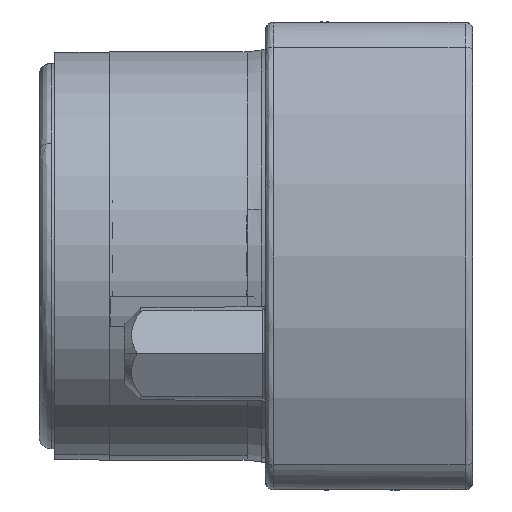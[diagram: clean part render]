
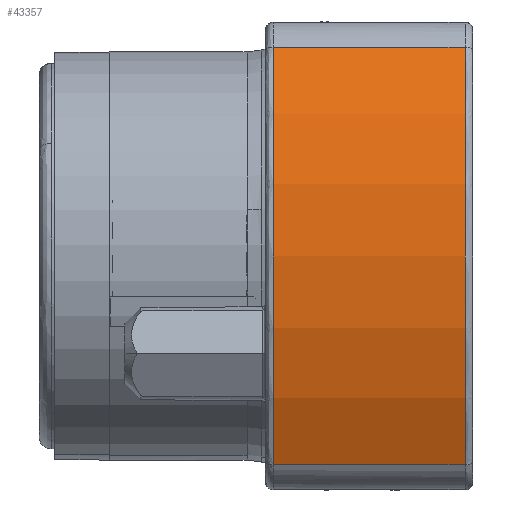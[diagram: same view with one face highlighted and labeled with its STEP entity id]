
A CAD part, left-side view. The second image highlights one B-rep face of the part: STEP entity #43357.
In plain terms, the highlighted cylindrical face has radius 7.367 mm (diameter 14.733 mm), a partial arc.
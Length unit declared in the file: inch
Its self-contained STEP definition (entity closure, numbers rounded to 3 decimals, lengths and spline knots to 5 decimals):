
#7377 = CARTESIAN_POINT ( 'NONE',  ( -8.54825, 3.03218, 1.79901 ) ) ;
#7386 = CARTESIAN_POINT ( 'NONE',  ( -8.54825, 3.03218, 2.0667 ) ) ;
#7387 = CARTESIAN_POINT ( 'NONE',  ( -8.54825, 2.90918, 2.0667 ) ) ;
#11629 = ORIENTED_EDGE ( 'NONE', *, *, #37951, .T. ) ;
#11630 = ORIENTED_EDGE ( 'NONE', *, *, #50253, .T. ) ;
#11631 = ORIENTED_EDGE ( 'NONE', *, *, #37983, .T. ) ;
#11632 = ORIENTED_EDGE ( 'NONE', *, *, #50203, .T. ) ;
#18930 = AXIS2_PLACEMENT_3D ( 'NONE', #25323, #25324, #25325 ) ;
#18931 = AXIS2_PLACEMENT_3D ( 'NONE', #25479, #25480, #25481 ) ;
#19214 = AXIS2_PLACEMENT_3D ( 'NONE', #34605, #34606, #34615 ) ;
#20556 = LINE ( 'NONE', #26237, #20560 ) ;
#20560 = VECTOR ( 'NONE', #26244, 39.37008 ) ;
#20624 = LINE ( 'NONE', #26653, #20627 ) ;
#20627 = VECTOR ( 'NONE', #26656, 39.37008 ) ;
#23423 = CIRCLE ( 'NONE', #18930, 0.29002 ) ;
#23448 = CIRCLE ( 'NONE', #18931, 0.29002 ) ;
#25323 = CARTESIAN_POINT ( 'NONE',  ( -8.29096, 3.03218, 1.93286 ) ) ;
#25324 = DIRECTION ( 'NONE',  ( 0., -1., 0. ) ) ;
#25325 = DIRECTION ( 'NONE',  ( 1., 0., 0. ) ) ;
#25479 = CARTESIAN_POINT ( 'NONE',  ( -8.29096, 2.90918, 1.93286 ) ) ;
#25480 = DIRECTION ( 'NONE',  ( 0., 1., 0. ) ) ;
#25481 = DIRECTION ( 'NONE',  ( 1., 0., 0. ) ) ;
#26237 = CARTESIAN_POINT ( 'NONE',  ( -8.54825, 3.03718, 2.0667 ) ) ;
#26244 = DIRECTION ( 'NONE',  ( 0., 1., 0. ) ) ;
#26653 = CARTESIAN_POINT ( 'NONE',  ( -8.54825, 3.03718, 1.79901 ) ) ;
#26656 = DIRECTION ( 'NONE',  ( 0., -1., 0. ) ) ;
#34605 = CARTESIAN_POINT ( 'NONE',  ( -8.29096, 3.03718, 1.93286 ) ) ;
#34606 = DIRECTION ( 'NONE',  ( 0., -1., 0. ) ) ;
#34615 = DIRECTION ( 'NONE',  ( 1., 0., 0. ) ) ;
#35977 = FACE_OUTER_BOUND ( 'NONE', #37609, .T. ) ;
#36002 = CYLINDRICAL_SURFACE ( 'NONE', #19214, 0.29002 ) ;
#37285 = VERTEX_POINT ( 'NONE', #54456 ) ;
#37597 = VERTEX_POINT ( 'NONE', #7377 ) ;
#37609 = EDGE_LOOP ( 'NONE', ( #11629, #11630, #11631, #11632 ) ) ;
#37614 = VERTEX_POINT ( 'NONE', #7386 ) ;
#37616 = VERTEX_POINT ( 'NONE', #7387 ) ;
#37951 = EDGE_CURVE ( 'NONE', #37614, #37597, #23423, .T. ) ;
#37983 = EDGE_CURVE ( 'NONE', #37285, #37616, #23448, .T. ) ;
#43357 = ADVANCED_FACE ( 'NONE', ( #35977 ), #36002, .T. ) ;
#50203 = EDGE_CURVE ( 'NONE', #37616, #37614, #20556, .T. ) ;
#50253 = EDGE_CURVE ( 'NONE', #37597, #37285, #20624, .T. ) ;
#54456 = CARTESIAN_POINT ( 'NONE',  ( -8.54825, 2.90918, 1.79901 ) ) ;
